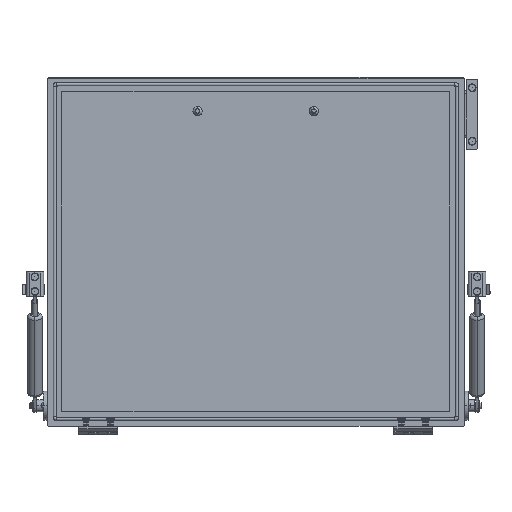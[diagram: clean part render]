
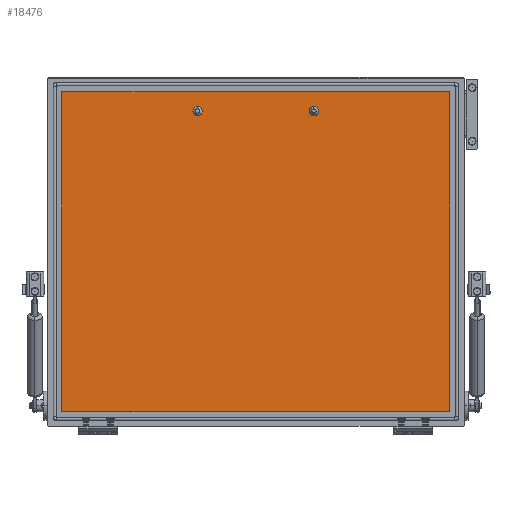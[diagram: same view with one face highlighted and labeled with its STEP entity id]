
A CAD part, front view. The second image highlights one B-rep face of the part: STEP entity #18476.
In plain terms, the highlighted planar face has unit normal (0, -1, 0).
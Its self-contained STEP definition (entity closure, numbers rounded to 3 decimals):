
#6762 = ORIENTED_EDGE ( 'NONE', *, *, #49060, .T. ) ;
#8027 = AXIS2_PLACEMENT_3D ( 'NONE', #72176, #10537, #20432 ) ;
#10214 = VERTEX_POINT ( 'NONE', #23855 ) ;
#10537 = DIRECTION ( 'NONE',  ( 0., -1., 0. ) ) ;
#11384 = EDGE_CURVE ( 'NONE', #107499, #116816, #89081, .T. ) ;
#13543 = DIRECTION ( 'NONE',  ( 0., 0., -1. ) ) ;
#14226 = CARTESIAN_POINT ( 'NONE',  ( 60., 60., 142.25 ) ) ;
#15727 = CARTESIAN_POINT ( 'NONE',  ( -200., 60., 165. ) ) ;
#16315 = FACE_BOUND ( 'NONE', #52350, .T. ) ;
#18016 = EDGE_CURVE ( 'NONE', #93121, #107499, #100119, .T. ) ;
#18476 = ADVANCED_FACE ( 'NONE', ( #16315, #59906, #114615 ), #116936, .T. ) ;
#19616 = EDGE_CURVE ( 'NONE', #113628, #64082, #129294, .T. ) ;
#19840 = CARTESIAN_POINT ( 'NONE',  ( -200., 60., 165. ) ) ;
#20432 = DIRECTION ( 'NONE',  ( 0., 0., -1. ) ) ;
#23855 = CARTESIAN_POINT ( 'NONE',  ( -60., 60., 147.75 ) ) ;
#24792 = DIRECTION ( 'NONE',  ( 0., 0., 1. ) ) ;
#28306 = EDGE_LOOP ( 'NONE', ( #75280, #83722, #89950, #6762 ) ) ;
#31486 = EDGE_CURVE ( 'NONE', #64082, #113628, #100478, .T. ) ;
#32783 = VECTOR ( 'NONE', #24792, 1000. ) ;
#35195 = DIRECTION ( 'NONE',  ( 0., 0., -1. ) ) ;
#38397 = AXIS2_PLACEMENT_3D ( 'NONE', #96872, #105859, #35195 ) ;
#39673 = DIRECTION ( 'NONE',  ( -1., 0., 0. ) ) ;
#40348 = CARTESIAN_POINT ( 'NONE',  ( 60., 60., 145. ) ) ;
#40706 = VERTEX_POINT ( 'NONE', #88408 ) ;
#41233 = AXIS2_PLACEMENT_3D ( 'NONE', #91535, #132978, #79859 ) ;
#41238 = DIRECTION ( 'NONE',  ( 0., 0., -1. ) ) ;
#43510 = ORIENTED_EDGE ( 'NONE', *, *, #70327, .F. ) ;
#49060 = EDGE_CURVE ( 'NONE', #116816, #57597, #118604, .T. ) ;
#49366 = VECTOR ( 'NONE', #39673, 1000. ) ;
#51148 = CARTESIAN_POINT ( 'NONE',  ( 60., 60., 147.75 ) ) ;
#51249 = CIRCLE ( 'NONE', #38397, 2.75 ) ;
#52350 = EDGE_LOOP ( 'NONE', ( #57053, #43510 ) ) ;
#54331 = VECTOR ( 'NONE', #13543, 1000. ) ;
#55303 = DIRECTION ( 'NONE',  ( 0., 0., -1. ) ) ;
#57053 = ORIENTED_EDGE ( 'NONE', *, *, #75270, .F. ) ;
#57597 = VERTEX_POINT ( 'NONE', #15727 ) ;
#58339 = VECTOR ( 'NONE', #100237, 1000. ) ;
#59906 = FACE_BOUND ( 'NONE', #99455, .T. ) ;
#63903 = ORIENTED_EDGE ( 'NONE', *, *, #19616, .F. ) ;
#64082 = VERTEX_POINT ( 'NONE', #14226 ) ;
#65322 = CARTESIAN_POINT ( 'NONE',  ( -200., 60., 165. ) ) ;
#66817 = CARTESIAN_POINT ( 'NONE',  ( 200., 60., 165. ) ) ;
#68731 = CARTESIAN_POINT ( 'NONE',  ( -200., 60., -165. ) ) ;
#70327 = EDGE_CURVE ( 'NONE', #40706, #10214, #94902, .T. ) ;
#72176 = CARTESIAN_POINT ( 'NONE',  ( -60., 60., 145. ) ) ;
#73732 = AXIS2_PLACEMENT_3D ( 'NONE', #75940, #85786, #55303 ) ;
#75270 = EDGE_CURVE ( 'NONE', #10214, #40706, #51249, .T. ) ;
#75280 = ORIENTED_EDGE ( 'NONE', *, *, #108940, .T. ) ;
#75940 = CARTESIAN_POINT ( 'NONE',  ( -200., 60., -165. ) ) ;
#79859 = DIRECTION ( 'NONE',  ( 0., 0., -1. ) ) ;
#83722 = ORIENTED_EDGE ( 'NONE', *, *, #18016, .T. ) ;
#85213 = CARTESIAN_POINT ( 'NONE',  ( -200., 60., -165. ) ) ;
#85786 = DIRECTION ( 'NONE',  ( 0., -1., 0. ) ) ;
#86437 = CARTESIAN_POINT ( 'NONE',  ( 200., 60., 165. ) ) ;
#88408 = CARTESIAN_POINT ( 'NONE',  ( -60., 60., 142.25 ) ) ;
#89081 = LINE ( 'NONE', #86437, #32783 ) ;
#89163 = ORIENTED_EDGE ( 'NONE', *, *, #31486, .F. ) ;
#89950 = ORIENTED_EDGE ( 'NONE', *, *, #11384, .T. ) ;
#91535 = CARTESIAN_POINT ( 'NONE',  ( 60., 60., 145. ) ) ;
#93121 = VERTEX_POINT ( 'NONE', #85213 ) ;
#94902 = CIRCLE ( 'NONE', #8027, 2.75 ) ;
#96872 = CARTESIAN_POINT ( 'NONE',  ( -60., 60., 145. ) ) ;
#99455 = EDGE_LOOP ( 'NONE', ( #63903, #89163 ) ) ;
#100119 = LINE ( 'NONE', #68731, #58339 ) ;
#100237 = DIRECTION ( 'NONE',  ( 1., 0., 0. ) ) ;
#100478 = CIRCLE ( 'NONE', #108671, 2.75 ) ;
#105859 = DIRECTION ( 'NONE',  ( 0., -1., 0. ) ) ;
#107499 = VERTEX_POINT ( 'NONE', #125923 ) ;
#108671 = AXIS2_PLACEMENT_3D ( 'NONE', #40348, #113260, #41238 ) ;
#108940 = EDGE_CURVE ( 'NONE', #57597, #93121, #125213, .T. ) ;
#113260 = DIRECTION ( 'NONE',  ( 0., -1., 0. ) ) ;
#113628 = VERTEX_POINT ( 'NONE', #51148 ) ;
#114615 = FACE_OUTER_BOUND ( 'NONE', #28306, .T. ) ;
#116816 = VERTEX_POINT ( 'NONE', #66817 ) ;
#116936 = PLANE ( 'NONE',  #73732 ) ;
#118604 = LINE ( 'NONE', #19840, #49366 ) ;
#125213 = LINE ( 'NONE', #65322, #54331 ) ;
#125923 = CARTESIAN_POINT ( 'NONE',  ( 200., 60., -165. ) ) ;
#129294 = CIRCLE ( 'NONE', #41233, 2.75 ) ;
#132978 = DIRECTION ( 'NONE',  ( 0., -1., 0. ) ) ;
